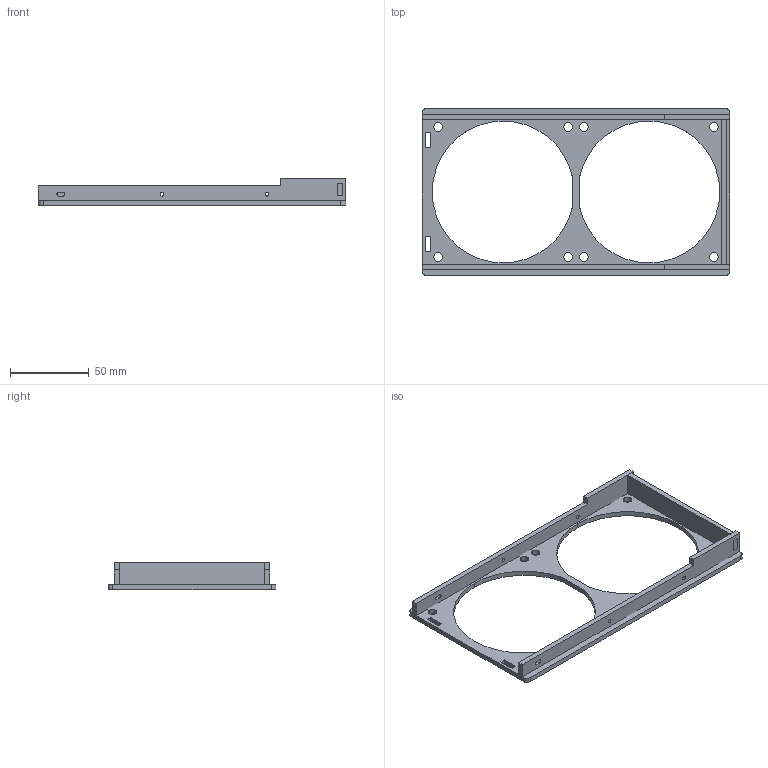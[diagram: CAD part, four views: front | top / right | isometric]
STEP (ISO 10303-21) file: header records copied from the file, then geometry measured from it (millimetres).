
FILE_DESCRIPTION (( 'STEP AP214' ), '1' );
FILE_NAME ('Assem1.STEP', '2020-01-08T04:15:02', ( '' ), ( '' ), 'SwSTEP 2.0', 'SolidWorks 2018', '' );
FILE_SCHEMA (( 'AUTOMOTIVE_DESIGN' ));
Length unit declared in the file: millimetre
Products named in the file (5): panel_4; panel_1; panel_2; top_panel; Assem1
Assembly tree (4 placements, depth 2):
  Assem1
    panel_2
    panel_1
    top_panel
    panel_4
Bounding box: 195 x 106.45 x 17.48 mm (x, y, z)
Volume: 41869.2 mm3; surface area: 35195.7 mm2
Topology: 4 solids, 4 shells, 164 faces, 468 edges, 312 vertices
Faces by surface type: plane 122, cylinder 42
Entity records: 5626 total; most frequent: CARTESIAN_POINT 951, ORIENTED_EDGE 936, DIRECTION 894, EDGE_CURVE 468, VECTOR 384, LINE 384, VERTEX_POINT 312, AXIS2_PLACEMENT_3D 255
